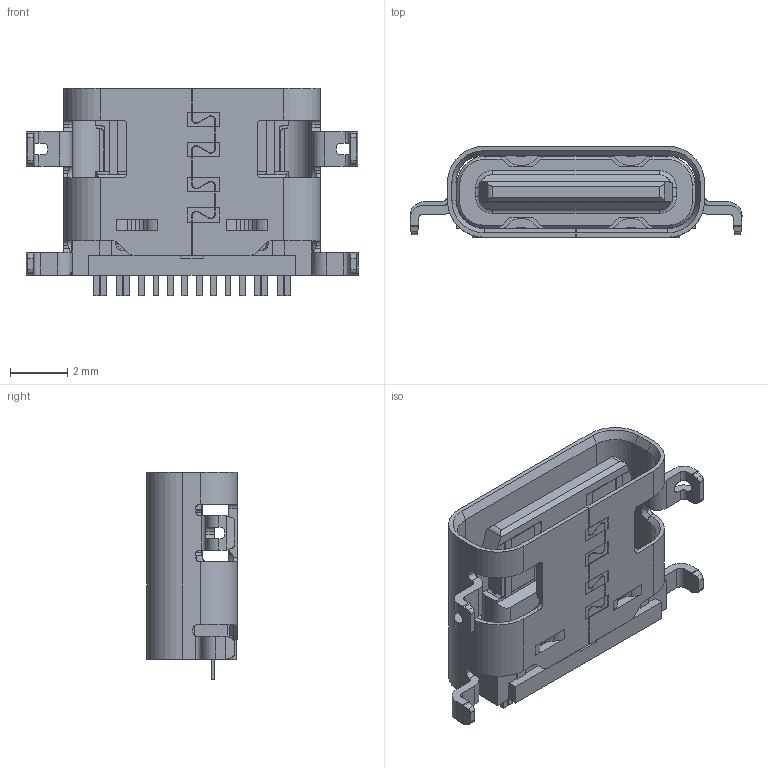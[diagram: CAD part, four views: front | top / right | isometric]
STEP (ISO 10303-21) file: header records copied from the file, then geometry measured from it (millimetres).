
FILE_DESCRIPTION(/* description */ ('STEP AP214'),/* implementation_level */ '2;1');
FILE_NAME(/* name */ 'USB4500-03-0-A',/* time_stamp */ '2022-10-13T19:54:46+02:00',/* author */ ('License CC BY-ND 4.0'),/* organization */ ('CADENAS'),/* preprocessor_version */ 'ST-DEVELOPER v18.102',/* originating_system */ 'PARTsolutions',/* authorisation */ ' ');
FILE_SCHEMA (('AUTOMOTIVE_DESIGN {1 0 10303 214 3 1 1}'));
Length unit declared in the file: millimetre
Products named in the file (3): USB4500-03-0-A; USB4500-03-0-A_PART2; USB4500-03-0-A_PART1
Assembly tree (2 placements, depth 2):
  USB4500-03-0-A
    USB4500-03-0-A_PART2
    USB4500-03-0-A_PART1
Bounding box: 11.55 x 3.16 x 7.2 mm (x, y, z)
Volume: 98.1 mm3; surface area: 439.1 mm2
Topology: 2 solids, 2 shells, 812 faces, 2257 edges, 1454 vertices
Faces by surface type: plane 616, cylinder 166, cone 26, bspline 4
Entity records: 28868 total; most frequent: CARTESIAN_POINT 4681, ORIENTED_EDGE 4508, DIRECTION 4251, EDGE_CURVE 2254, LINE 1813, VECTOR 1813, VERTEX_POINT 1453, AXIS2_PLACEMENT_3D 1219
